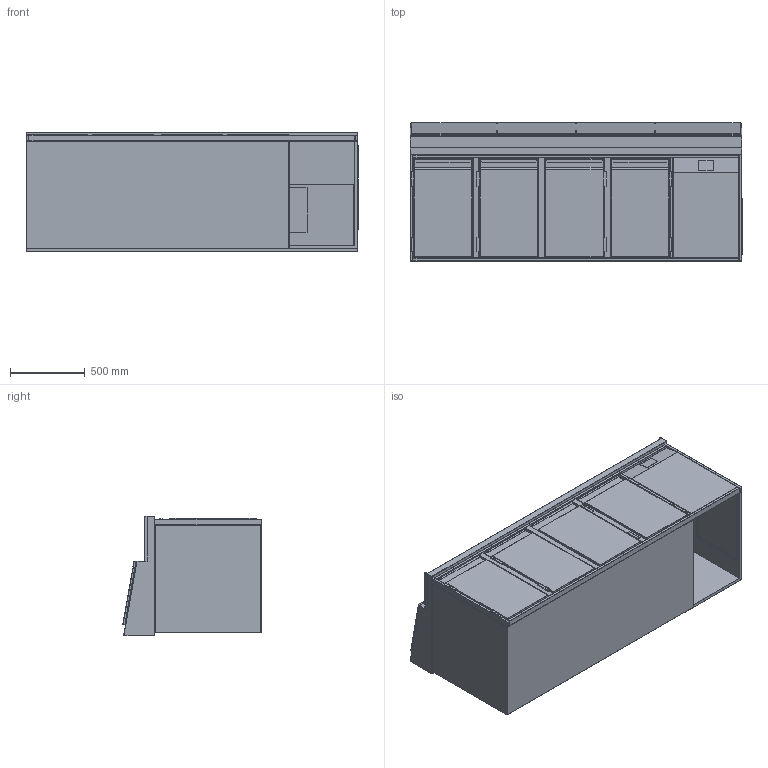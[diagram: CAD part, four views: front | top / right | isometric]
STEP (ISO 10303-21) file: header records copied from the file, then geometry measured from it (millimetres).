
FILE_DESCRIPTION (( 'STEP AP214' ), '1' );
FILE_NAME ('BLUZ-4-71-R-4T-V03_53.step', '2026-02-26T08:03:23', ( '' ), ( '' ), 'SwSTEP 2.0', 'SolidWorks 2023', '' );
FILE_SCHEMA (( 'AUTOMOTIVE_DESIGN' ));
Length unit declared in the file: millimetre
Products named in the file (12): 20-03-43331_G-KT-Auflage-400-660-Ohne-Rost; 20-03-43319_G-BL-Einbauelement-Tür-400-660-710-L; 18-06-35404_TUER-385-655-L; 23-10-54633_G-BL-Korpus-1760-760-710-R; 21-01-47515_G-BL-FRR-710-2220--1760B-460; 20-03-43318_G-KT-Rahmen-Tür-400-710; 24-02-55011_G-BL-Fach-Z-R-460-760-710; 23-10-54635_Oberplatte-2220-BLU; 20-03-43331_G-KT-Auflage-400-660-mit-Rost; 18-06-35404_TUER-385-655-R; 20-03-43319_G-BL-Einbauelement-Tür-400-660-710-R; BLUZ-4-71-R-4T-V03_53
Assembly tree (16 placements, depth 3):
  BLUZ-4-71-R-4T-V03_53
    23-10-54633_G-BL-Korpus-1760-760-710-R
    21-01-47515_G-BL-FRR-710-2220--1760B-460
    24-02-55011_G-BL-Fach-Z-R-460-760-710
    20-03-43319_G-BL-Einbauelement-Tür-400-660-710-L  x2
      20-03-43318_G-KT-Rahmen-Tür-400-710
      18-06-35404_TUER-385-655-L
      20-03-43331_G-KT-Auflage-400-660-Ohne-Rost
      20-03-43331_G-KT-Auflage-400-660-mit-Rost
    20-03-43319_G-BL-Einbauelement-Tür-400-660-710-R  x2
      20-03-43318_G-KT-Rahmen-Tür-400-710
      18-06-35404_TUER-385-655-R
      20-03-43331_G-KT-Auflage-400-660-Ohne-Rost
      20-03-43331_G-KT-Auflage-400-660-mit-Rost
    23-10-54635_Oberplatte-2220-BLU
Bounding box: 2221 x 924.26 x 800 mm (x, y, z)
Volume: 332808011.4 mm3; surface area: 26929909.1 mm2
Topology: 53 solids, 53 shells, 3174 faces, 8428 edges, 5294 vertices
Faces by surface type: cylinder 1994, plane 956, sphere 98, torus 66, bspline 60
Entity records: 40932 total; most frequent: CARTESIAN_POINT 7737, DIRECTION 7095, ORIENTED_EDGE 6526, EDGE_CURVE 3263, AXIS2_PLACEMENT_3D 2644, VERTEX_POINT 2034, LINE 1807, VECTOR 1807
